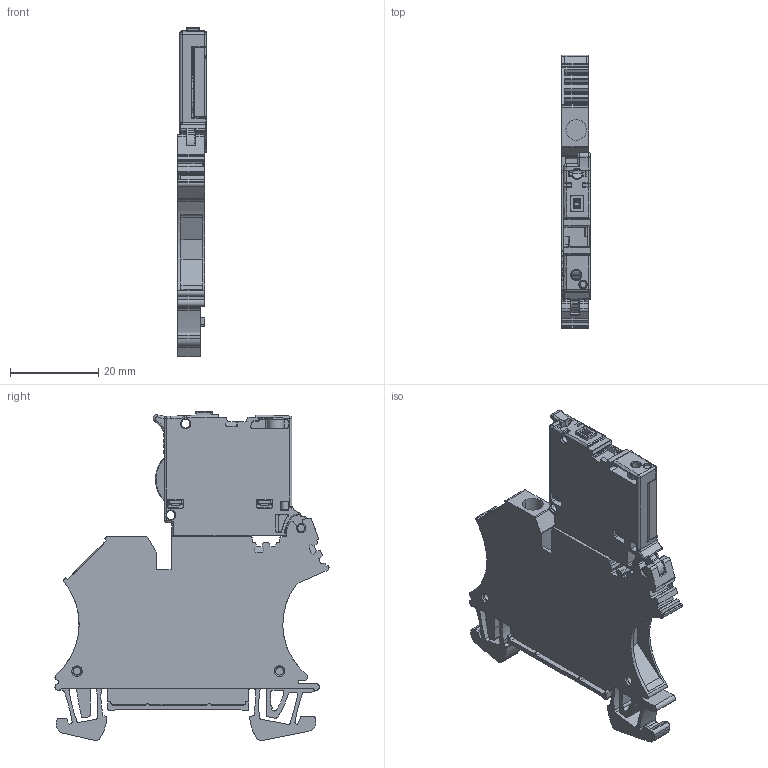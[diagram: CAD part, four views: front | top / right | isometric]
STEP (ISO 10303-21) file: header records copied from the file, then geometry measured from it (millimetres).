
FILE_DESCRIPTION(('CATIA V5 STEP Exchange','CAx-IF Rec.Pracs.--- Model Styling and Organization---1.5--- 2016-08-15','CAx-IF Rec.Pracs.---Supplemental Geometry---1.0---2011-11-01','CAx-IF Rec.Pracs.--- Composite Materials ---1.1---2010-07-15'),'2;1');
FILE_NAME ('D1463276_1', '2025-09-19T07:37:33+00:00', ('none'), ('Weidmueller'), 'CATIA Version 5-6 Release 2024 SP4', 'CATIA V5 STEP AP214 v3', 'none');
FILE_SCHEMA(('AUTOMOTIVE_DESIGN { 1 0 10303 214 1 1 1 1 }'));
Products named in the file (1): 2561900000
Bounding box: 6.51 x 62.23 x 74.71 mm (x, y, z)
Volume: 13861.7 mm3; surface area: 13853.2 mm2
Topology: 1 solids, 2 shells, 2755 faces, 7718 edges, 4958 vertices
Faces by surface type: plane 1360, cylinder 972, cone 150, bspline 118, torus 104, sphere 30, extrusion 21
Entity records: 94151 total; most frequent: CARTESIAN_POINT 29012, ORIENTED_EDGE 15376, DIRECTION 10219, EDGE_CURVE 7688, VERTEX_POINT 4957, VECTOR 4759, LINE 4738, AXIS2_PLACEMENT_3D 3504
